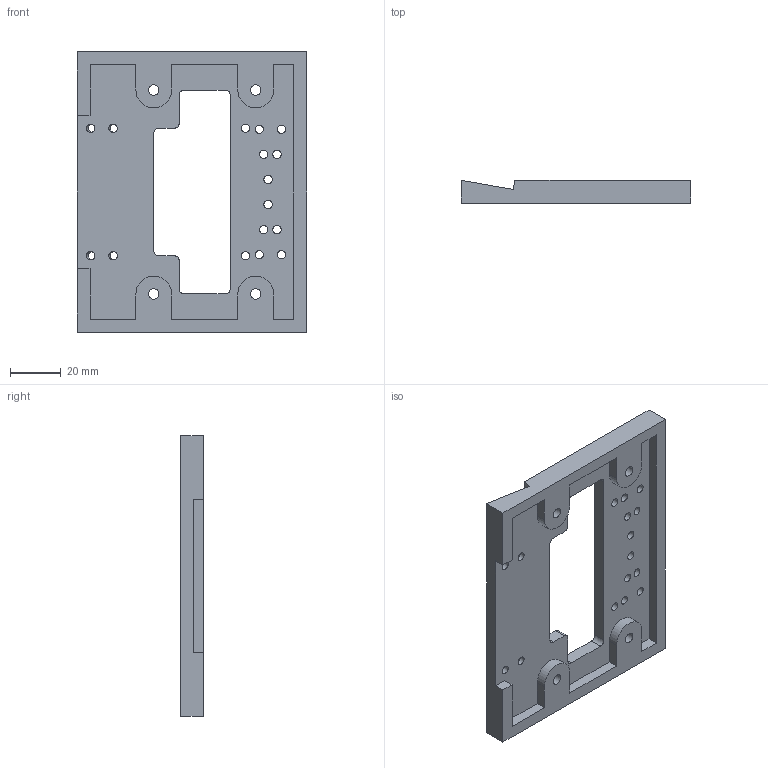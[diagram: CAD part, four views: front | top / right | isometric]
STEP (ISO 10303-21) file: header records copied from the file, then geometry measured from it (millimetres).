
FILE_DESCRIPTION(/* description */ (''),/* implementation_level */ '2;1');
FILE_NAME(/* name */ '土台 v37.step',/* time_stamp */ '2016-11-16T19:09:16+01:00',/* author */ (''),/* organization */ (''),/* preprocessor_version */ 'ST-DEVELOPER v16.5',/* originating_system */ 'Autodesk Translation Framework v5.2.0.2920',/* authorisation */ '');
FILE_SCHEMA (('AUTOMOTIVE_DESIGN { 1 0 10303 214 3 1 1 }'));
Length unit declared in the file: millimetre
Products named in the file (1): 土台 v37
Bounding box: 90 x 9 x 110 mm (x, y, z)
Volume: 42880.2 mm3; surface area: 23097.8 mm2
Topology: 1 solids, 1 shells, 76 faces, 221 edges, 151 vertices
Faces by surface type: plane 40, cylinder 36
Full cylindrical faces by diameter (mm): 3.3 x16, 4.1 x4, 8 x4
Entity records: 2495 total; most frequent: DIRECTION 419, CARTESIAN_POINT 417, ORIENTED_EDGE 386, EDGE_CURVE 193, AXIS2_PLACEMENT_3D 149, VERTEX_POINT 147, EDGE_LOOP 146, LINE 121
